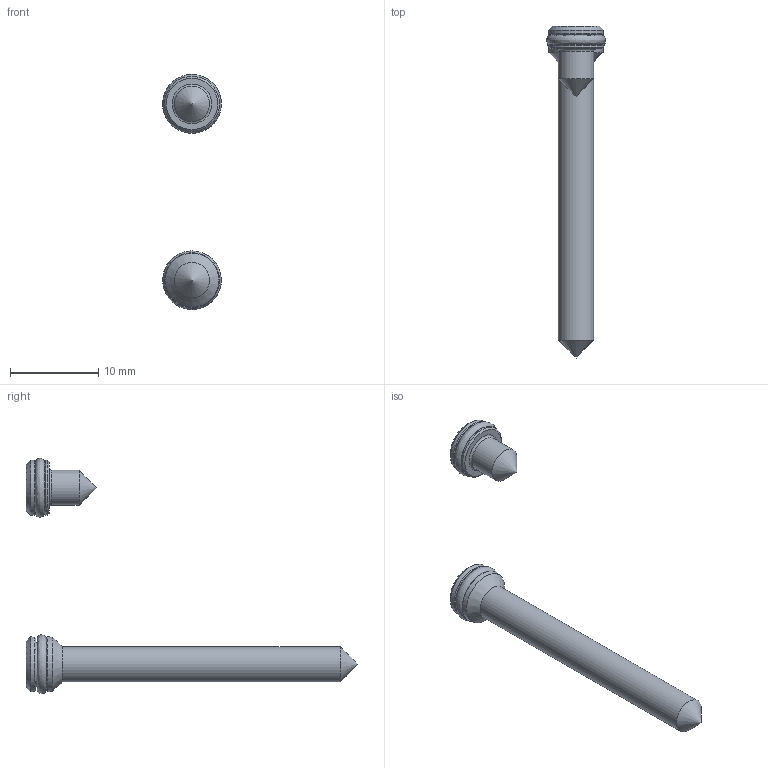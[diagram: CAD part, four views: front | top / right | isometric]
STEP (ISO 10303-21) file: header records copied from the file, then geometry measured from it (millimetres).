
FILE_DESCRIPTION (( 'STEP AP214' ), '1' );
FILE_NAME ('CMV-ACC08.STEP', '2014-12-10T18:44:48', ( '' ), ( '' ), 'SwSTEP 2.0', 'SolidWorks 2013', '' );
FILE_SCHEMA (( 'AUTOMOTIVE_DESIGN' ));
Length unit declared in the file: millimetre
Products named in the file (1): CMV-ACC08
Bounding box: 6.68 x 37.6 x 26.67 mm (x, y, z)
Volume: 614.1 mm3; surface area: 850 mm2
Topology: 4 solids, 4 shells, 48 faces, 123 edges, 84 vertices
Faces by surface type: plane 21, cone 15, cylinder 5, torus 5, bspline 2
Full cylindrical faces by diameter (mm): 4 x2, 4.9 x1, 6.25 x2
Entity records: 1580 total; most frequent: CARTESIAN_POINT 518, ORIENTED_EDGE 180, DIRECTION 178, EDGE_CURVE 90, VERTEX_POINT 78, AXIS2_PLACEMENT_3D 77, EDGE_LOOP 76, FACE_OUTER_BOUND 56
